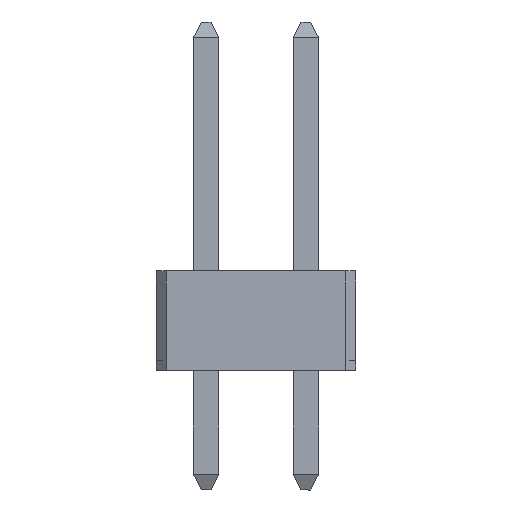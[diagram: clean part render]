
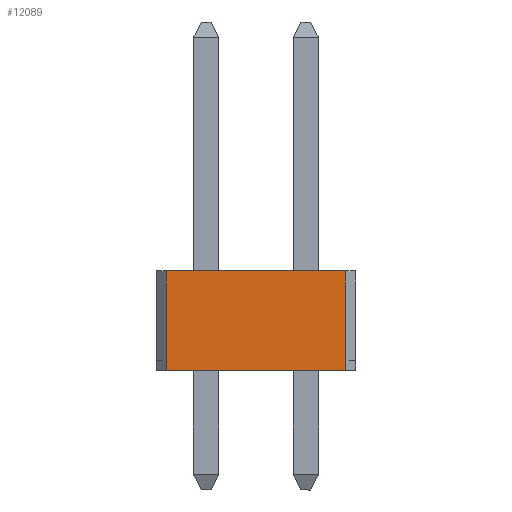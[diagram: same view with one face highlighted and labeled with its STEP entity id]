
A CAD part, left-side view. The second image highlights one B-rep face of the part: STEP entity #12089.
In plain terms, the highlighted planar face has unit normal (-1, 0, 0).
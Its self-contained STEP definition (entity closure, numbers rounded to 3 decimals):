
#102=FACE_OUTER_BOUND('',#842,.T.);
#842=EDGE_LOOP('',(#7871,#7872,#7873,#7874));
#1635=LINE('',#16777,#3337);
#1732=LINE('',#16985,#3434);
#1733=LINE('',#16988,#3435);
#1734=LINE('',#16989,#3436);
#3337=VECTOR('',#13584,4.572);
#3434=VECTOR('',#13715,2.54);
#3435=VECTOR('',#13718,4.572);
#3436=VECTOR('',#13719,2.54);
#5038=VERTEX_POINT('',#16774);
#5039=VERTEX_POINT('',#16776);
#5133=VERTEX_POINT('',#16983);
#5134=VERTEX_POINT('',#16987);
#6067=EDGE_CURVE('',#5039,#5038,#1635,.T.);
#6164=EDGE_CURVE('',#5038,#5133,#1732,.T.);
#6165=EDGE_CURVE('',#5134,#5133,#1733,.T.);
#6166=EDGE_CURVE('',#5039,#5134,#1734,.T.);
#7871=ORIENTED_EDGE('',*,*,#6067,.T.);
#7872=ORIENTED_EDGE('',*,*,#6164,.T.);
#7873=ORIENTED_EDGE('',*,*,#6165,.F.);
#7874=ORIENTED_EDGE('',*,*,#6166,.F.);
#11184=PLANE('',#12844);
#12089=ADVANCED_FACE('',(#102),#11184,.T.);
#12844=AXIS2_PLACEMENT_3D('',#16986,#13716,#13717);
#13584=DIRECTION('',(0.,0.,1.));
#13715=DIRECTION('',(0.,1.,0.));
#13716=DIRECTION('center_axis',(-1.,0.,0.));
#13717=DIRECTION('ref_axis',(0.,0.,1.));
#13718=DIRECTION('',(0.,0.,1.));
#13719=DIRECTION('',(0.,1.,0.));
#16774=CARTESIAN_POINT('',(-1.27,0.,2.286));
#16776=CARTESIAN_POINT('',(-1.27,0.,-2.286));
#16777=CARTESIAN_POINT('',(-1.27,0.,-2.286));
#16983=CARTESIAN_POINT('',(-1.27,2.54,2.286));
#16985=CARTESIAN_POINT('',(-1.27,0.,2.286));
#16986=CARTESIAN_POINT('Origin',(-1.27,0.,-2.286));
#16987=CARTESIAN_POINT('',(-1.27,2.54,-2.286));
#16988=CARTESIAN_POINT('',(-1.27,2.54,-2.286));
#16989=CARTESIAN_POINT('',(-1.27,0.,-2.286));
